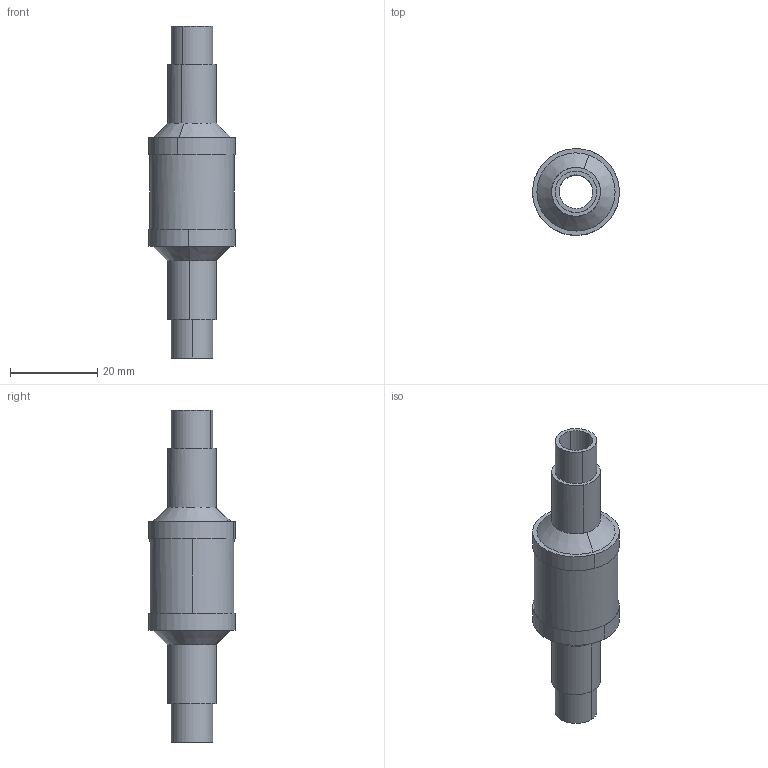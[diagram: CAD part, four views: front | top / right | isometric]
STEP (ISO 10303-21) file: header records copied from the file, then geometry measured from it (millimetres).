
FILE_DESCRIPTION (( 'STEP AP203' ), '1' );
FILE_NAME ('A0572-2-W.STEP', '2011-10-05T14:35:32', ( '' ), ( '' ), 'SwSTEP 2.0', 'SolidWorks 2011', '' );
FILE_SCHEMA (( 'CONFIG_CONTROL_DESIGN' ));
Length unit declared in the file: inch
Products named in the file (1): A0572-2-W
Bounding box: 19.94 x 19.94 x 76.28 mm (x, y, z)
Volume: 6422.6 mm3; surface area: 6819.6 mm2
Topology: 1 solids, 3 shells, 60 faces, 134 edges, 86 vertices
Faces by surface type: cylinder 28, cone 20, plane 12
Entity records: 1791 total; most frequent: DIRECTION 342, CARTESIAN_POINT 281, ORIENTED_EDGE 268, AXIS2_PLACEMENT_3D 147, EDGE_CURVE 134, VERTEX_POINT 86, CIRCLE 86, EDGE_LOOP 72
